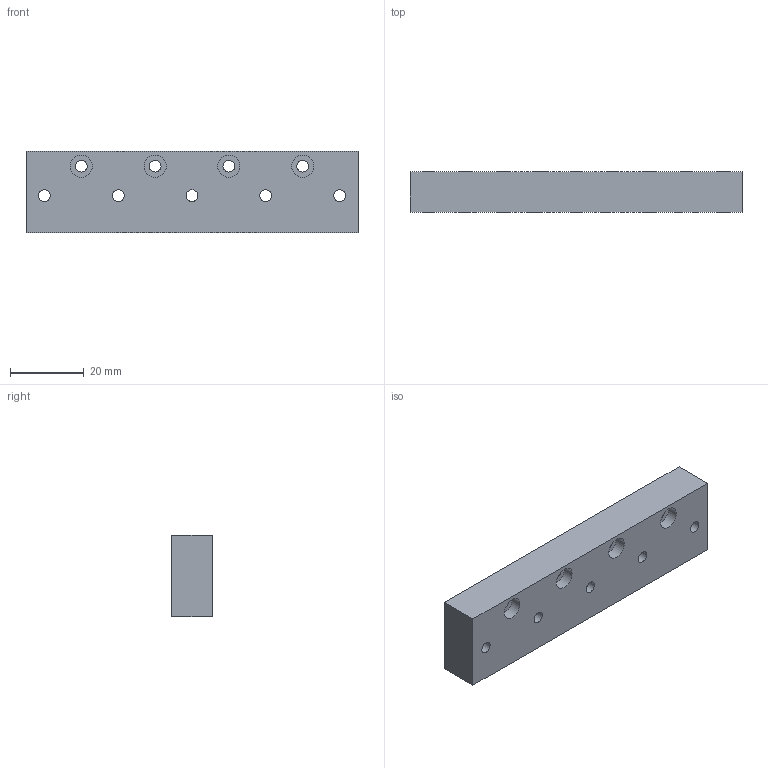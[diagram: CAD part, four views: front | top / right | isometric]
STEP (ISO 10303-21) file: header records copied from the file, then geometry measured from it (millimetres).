
FILE_DESCRIPTION(/* description */ (''),/* implementation_level */ '2;1');
FILE_NAME(/* name */ 'HSINK_EDA-03083-V3-0_misc1.stp',/* time_stamp */ '2016-11-29T09:15:55+01:00',/* author */ ('riccim'),/* organization */ (''),/* preprocessor_version */ 'ST-DEVELOPER v15.5',/* originating_system */ 'AutoCAD Mechanical',/* authorisation */ '');
FILE_SCHEMA (('AUTOMOTIVE_DESIGN { 1 0 10303 214 3 1 1 }'));
Length unit declared in the file: millimetre
Products named in the file (1): Product
Bounding box: 90 x 11 x 22 mm (x, y, z)
Volume: 20623.2 mm3; surface area: 7568.5 mm2
Topology: 1 solids, 1 shells, 29 faces, 64 edges, 44 vertices
Faces by surface type: cylinder 16, plane 13
Full cylindrical faces by diameter (mm): 2.5 x3, 3.2 x9, 6 x4
Entity records: 774 total; most frequent: DIRECTION 136, CARTESIAN_POINT 114, ORIENTED_EDGE 88, EDGE_LOOP 70, AXIS2_PLACEMENT_3D 62, EDGE_CURVE 44, FACE_BOUND 41, VERTEX_POINT 40
